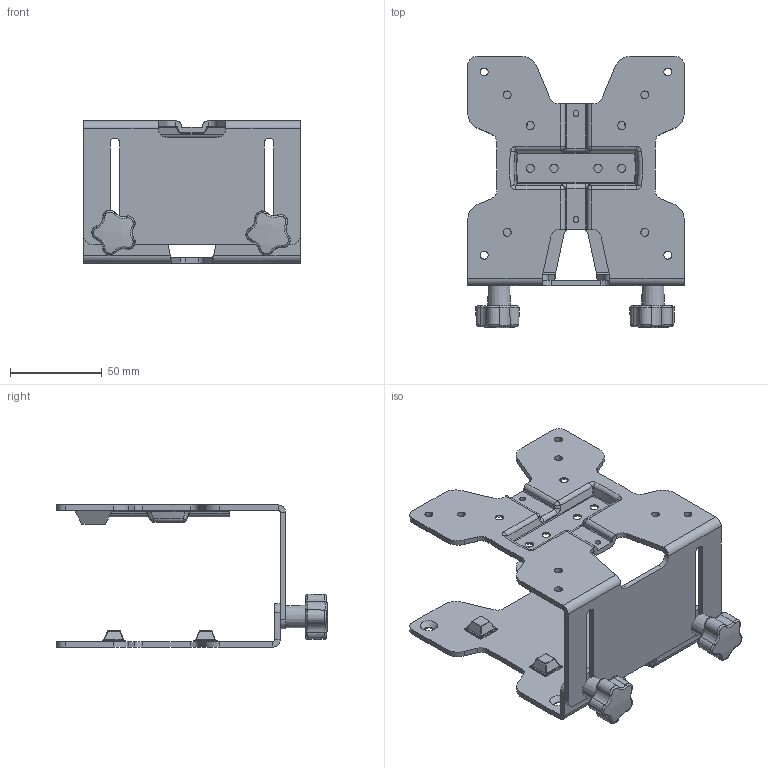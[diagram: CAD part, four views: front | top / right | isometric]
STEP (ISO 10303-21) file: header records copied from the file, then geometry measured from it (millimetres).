
FILE_DESCRIPTION(/* description */ ('80-107-200'),/* implementation_level */ '2;1');
FILE_NAME(/* name */ 'leer-00_Thin Client Halter.step',/* time_stamp */ '2024-06-28T07:14:25+02:00',/* author */ ('Trenz'),/* organization */ ('MiniTec GmbH & Co.KG'),/* preprocessor_version */ 'ST-DEVELOPER v19.2',/* originating_system */ 'Autodesk Inventor 2023',/* authorisation */ '');
FILE_SCHEMA (('CONFIG_CONTROL_DESIGN'));
Length unit declared in the file: millimetre
Products named in the file (1): MTW_1-00211994
Bounding box: 118 x 147.87 x 77.5 mm (x, y, z)
Volume: 112683.8 mm3; surface area: 81685.3 mm2
Topology: 10 solids, 10 shells, 706 faces, 1792 edges, 1118 vertices
Faces by surface type: plane 296, cylinder 244, bspline 62, cone 40, sphere 34, torus 30
Full cylindrical faces by diameter (mm): 3.25 x2, 4.2 x2, 4.25 x8, 4.5 x10, 5 x4, 8.005 x2
Entity records: 26467 total; most frequent: CARTESIAN_POINT 9281, DIRECTION 3610, ORIENTED_EDGE 3580, EDGE_CURVE 1790, AXIS2_PLACEMENT_3D 1279, VERTEX_POINT 1118, LINE 1052, VECTOR 1052
